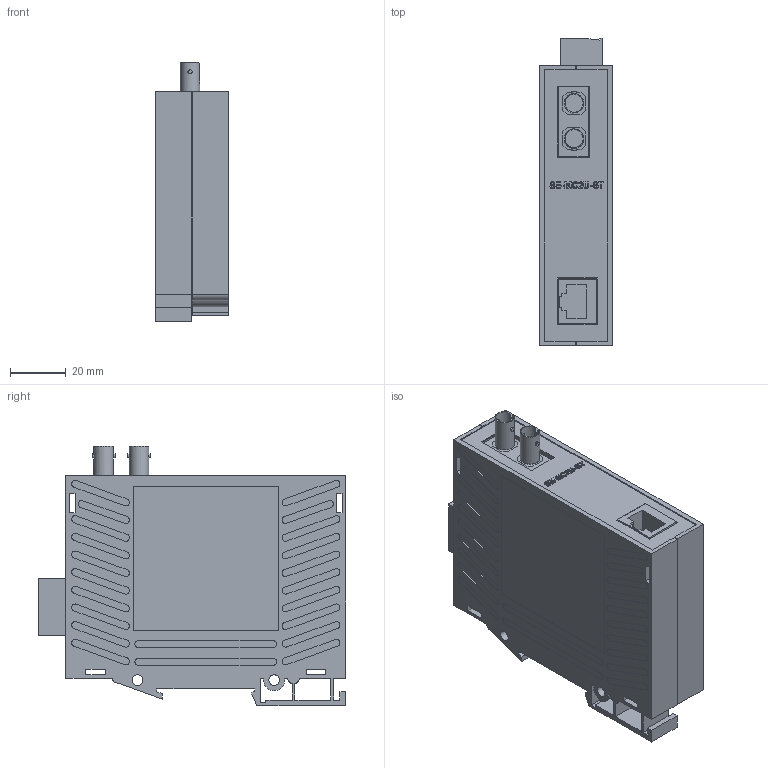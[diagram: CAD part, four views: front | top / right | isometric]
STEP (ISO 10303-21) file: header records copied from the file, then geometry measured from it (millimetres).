
FILE_DESCRIPTION (( 'STEP AP214' ), '1' );
FILE_NAME ('SE-MC2U-ST.STEP', '2012-03-06T15:33:07', ( ' ' ), ( ' ' ), 'SwSTEP 2.0', 'SolidWorks 2011', '' );
FILE_SCHEMA (( 'AUTOMOTIVE_DESIGN' ));
Length unit declared in the file: millimetre
Products named in the file (1): SE-MC2U-ST
Bounding box: 26.25 x 110.49 x 93.37 mm (x, y, z)
Volume: 34580.2 mm3; surface area: 63665.8 mm2
Topology: 22 solids, 22 shells, 1021 faces, 2733 edges, 1822 vertices
Faces by surface type: plane 698, cylinder 269, bspline 54
Full cylindrical faces by diameter (mm): 1.5 x4, 3.81 x12, 6.5 x2, 7 x2
Entity records: 37412 total; most frequent: CARTESIAN_POINT 9007, ORIENTED_EDGE 5418, DIRECTION 5063, EDGE_CURVE 2709, LINE 2051, VECTOR 2051, VERTEX_POINT 1818, AXIS2_PLACEMENT_3D 1506
